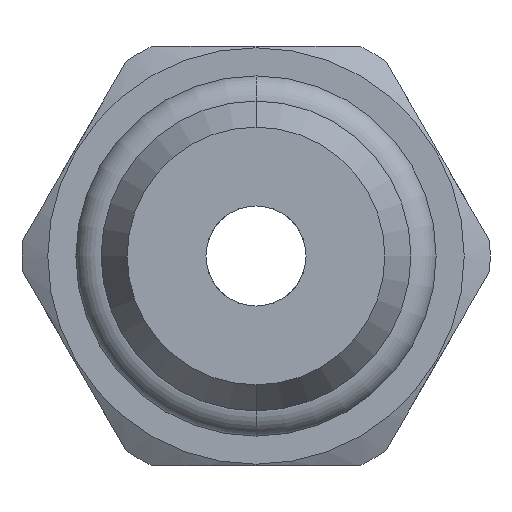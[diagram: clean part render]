
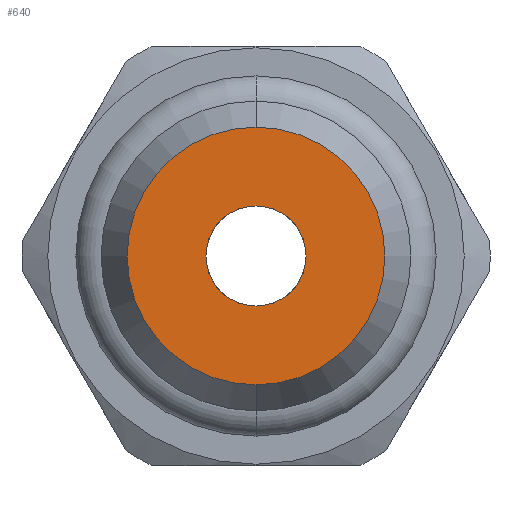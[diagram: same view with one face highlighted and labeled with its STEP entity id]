
A CAD part, front view. The second image highlights one B-rep face of the part: STEP entity #640.
In plain terms, the highlighted planar face has unit normal (0, -1, 0).
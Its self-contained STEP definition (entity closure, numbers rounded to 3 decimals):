
#72 = VERTEX_POINT ( 'NONE', #971 ) ;
#137 = EDGE_CURVE ( 'NONE', #138, #139, #1125, .T. ) ;
#138 = VERTEX_POINT ( 'NONE', #1120 ) ;
#139 = VERTEX_POINT ( 'NONE', #1119 ) ;
#147 = EDGE_CURVE ( 'NONE', #72, #190, #1091, .T. ) ;
#190 = VERTEX_POINT ( 'NONE', #1176 ) ;
#640 = ADVANCED_FACE ( 'NONE', ( #2028, #1989 ), #1985, .T. ) ;
#654 = EDGE_CURVE ( 'NONE', #139, #138, #2080, .T. ) ;
#670 = EDGE_LOOP ( 'NONE', ( #685, #737 ) ) ;
#674 = ORIENTED_EDGE ( 'NONE', *, *, #137, .T. ) ;
#675 = EDGE_LOOP ( 'NONE', ( #690, #674 ) ) ;
#682 = EDGE_CURVE ( 'NONE', #190, #72, #2059, .T. ) ;
#685 = ORIENTED_EDGE ( 'NONE', *, *, #682, .F. ) ;
#690 = ORIENTED_EDGE ( 'NONE', *, *, #654, .T. ) ;
#737 = ORIENTED_EDGE ( 'NONE', *, *, #147, .F. ) ;
#971 = CARTESIAN_POINT ( 'NONE',  ( 0., 0., 1.55 ) ) ;
#1088 = DIRECTION ( 'NONE',  ( 0., 0., -1. ) ) ;
#1089 = DIRECTION ( 'NONE',  ( 0., -1., 0. ) ) ;
#1090 = AXIS2_PLACEMENT_3D ( 'NONE', #1130, #1089, #1088 ) ;
#1091 = CIRCLE ( 'NONE', #1090, 1.55 ) ;
#1119 = CARTESIAN_POINT ( 'NONE',  ( 0., 0., 3.992 ) ) ;
#1120 = CARTESIAN_POINT ( 'NONE',  ( 0., 0., -3.992 ) ) ;
#1121 = DIRECTION ( 'NONE',  ( 0., 0., -1. ) ) ;
#1122 = DIRECTION ( 'NONE',  ( 0., -1., 0. ) ) ;
#1123 = CARTESIAN_POINT ( 'NONE',  ( 0., 0., 0. ) ) ;
#1124 = AXIS2_PLACEMENT_3D ( 'NONE', #1123, #1122, #1121 ) ;
#1125 = CIRCLE ( 'NONE', #1124, 3.992 ) ;
#1130 = CARTESIAN_POINT ( 'NONE',  ( 0., 0., 0. ) ) ;
#1176 = CARTESIAN_POINT ( 'NONE',  ( 0., 0., -1.55 ) ) ;
#1985 = PLANE ( 'NONE',  #1988 ) ;
#1987 = CARTESIAN_POINT ( 'NONE',  ( 6.45, 0., 0. ) ) ;
#1988 = AXIS2_PLACEMENT_3D ( 'NONE', #1987, #1996, #1995 ) ;
#1989 = FACE_OUTER_BOUND ( 'NONE', #675, .T. ) ;
#1995 = DIRECTION ( 'NONE',  ( 0., 0., -1. ) ) ;
#1996 = DIRECTION ( 'NONE',  ( 0., -1., 0. ) ) ;
#2028 = FACE_BOUND ( 'NONE', #670, .T. ) ;
#2050 = AXIS2_PLACEMENT_3D ( 'NONE', #2100, #2122, #2069 ) ;
#2059 = CIRCLE ( 'NONE', #2079, 1.55 ) ;
#2069 = DIRECTION ( 'NONE',  ( 0., 0., -1. ) ) ;
#2076 = DIRECTION ( 'NONE',  ( 0., 0., -1. ) ) ;
#2077 = DIRECTION ( 'NONE',  ( 0., -1., 0. ) ) ;
#2078 = CARTESIAN_POINT ( 'NONE',  ( 0., 0., 0. ) ) ;
#2079 = AXIS2_PLACEMENT_3D ( 'NONE', #2078, #2077, #2076 ) ;
#2080 = CIRCLE ( 'NONE', #2050, 3.992 ) ;
#2100 = CARTESIAN_POINT ( 'NONE',  ( 0., 0., 0. ) ) ;
#2122 = DIRECTION ( 'NONE',  ( 0., -1., 0. ) ) ;
